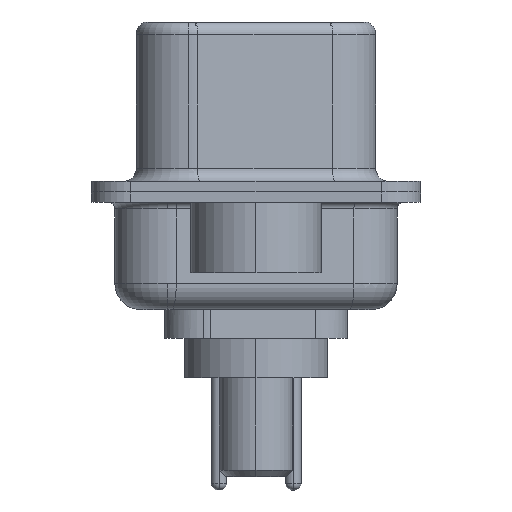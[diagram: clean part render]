
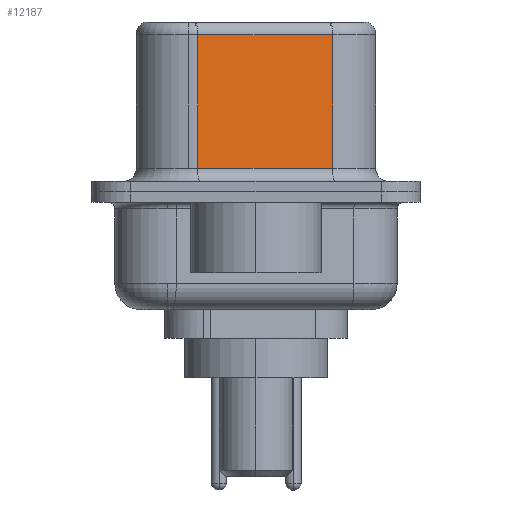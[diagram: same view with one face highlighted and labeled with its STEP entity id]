
A CAD part, left-side view. The second image highlights one B-rep face of the part: STEP entity #12187.
In plain terms, the highlighted planar face has unit normal (-0.985, -0.174, 0).
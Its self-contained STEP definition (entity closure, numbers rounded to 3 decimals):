
#150 = VERTEX_POINT ( 'NONE', #18952 ) ;
#393 = CARTESIAN_POINT ( 'NONE',  ( 4.58, -2.927, 6.02 ) ) ;
#1662 = DIRECTION ( 'NONE',  ( 0., 0., -1. ) ) ;
#1694 = ORIENTED_EDGE ( 'NONE', *, *, #21358, .T. ) ;
#2498 = PLANE ( 'NONE',  #19997 ) ;
#2737 = ORIENTED_EDGE ( 'NONE', *, *, #2972, .F. ) ;
#2805 = FACE_OUTER_BOUND ( 'NONE', #16997, .T. ) ;
#2972 = EDGE_CURVE ( 'NONE', #16835, #12408, #10269, .T. ) ;
#3121 = DIRECTION ( 'NONE',  ( 0.174, -0.985, 0. ) ) ;
#3775 = VECTOR ( 'NONE', #13707, 1000. ) ;
#4365 = CARTESIAN_POINT ( 'NONE',  ( 4.58, -2.927, 6.52 ) ) ;
#4957 = CARTESIAN_POINT ( 'NONE',  ( 4.58, -2.927, 0.9 ) ) ;
#5231 = DIRECTION ( 'NONE',  ( 0., 0., -1. ) ) ;
#5657 = CARTESIAN_POINT ( 'NONE',  ( 4.58, -2.927, 6.52 ) ) ;
#6178 = DIRECTION ( 'NONE',  ( -0.174, 0.985, 0. ) ) ;
#6307 = VERTEX_POINT ( 'NONE', #23159 ) ;
#8528 = LINE ( 'NONE', #19458, #17412 ) ;
#10269 = LINE ( 'NONE', #5657, #17990 ) ;
#11439 = EDGE_CURVE ( 'NONE', #150, #6307, #8528, .T. ) ;
#11456 = ORIENTED_EDGE ( 'NONE', *, *, #11439, .T. ) ;
#12187 = ADVANCED_FACE ( 'NONE', ( #2805 ), #2498, .F. ) ;
#12408 = VERTEX_POINT ( 'NONE', #13882 ) ;
#13707 = DIRECTION ( 'NONE',  ( -0.174, 0.985, 0. ) ) ;
#13882 = CARTESIAN_POINT ( 'NONE',  ( 4.58, -2.927, 0.9 ) ) ;
#14127 = VECTOR ( 'NONE', #3121, 1000. ) ;
#15509 = CARTESIAN_POINT ( 'NONE',  ( 4.58, -2.927, 6.02 ) ) ;
#16835 = VERTEX_POINT ( 'NONE', #393 ) ;
#16846 = DIRECTION ( 'NONE',  ( 0.985, 0.174, 0. ) ) ;
#16997 = EDGE_LOOP ( 'NONE', ( #2737, #18708, #11456, #1694 ) ) ;
#17412 = VECTOR ( 'NONE', #1662, 1000. ) ;
#17990 = VECTOR ( 'NONE', #5231, 1000. ) ;
#18708 = ORIENTED_EDGE ( 'NONE', *, *, #19637, .T. ) ;
#18795 = LINE ( 'NONE', #4957, #14127 ) ;
#18952 = CARTESIAN_POINT ( 'NONE',  ( 3.67, 2.233, 6.02 ) ) ;
#19458 = CARTESIAN_POINT ( 'NONE',  ( 3.67, 2.233, 6.52 ) ) ;
#19637 = EDGE_CURVE ( 'NONE', #16835, #150, #22174, .T. ) ;
#19997 = AXIS2_PLACEMENT_3D ( 'NONE', #4365, #16846, #6178 ) ;
#21358 = EDGE_CURVE ( 'NONE', #6307, #12408, #18795, .T. ) ;
#22174 = LINE ( 'NONE', #15509, #3775 ) ;
#23159 = CARTESIAN_POINT ( 'NONE',  ( 3.67, 2.233, 0.9 ) ) ;
